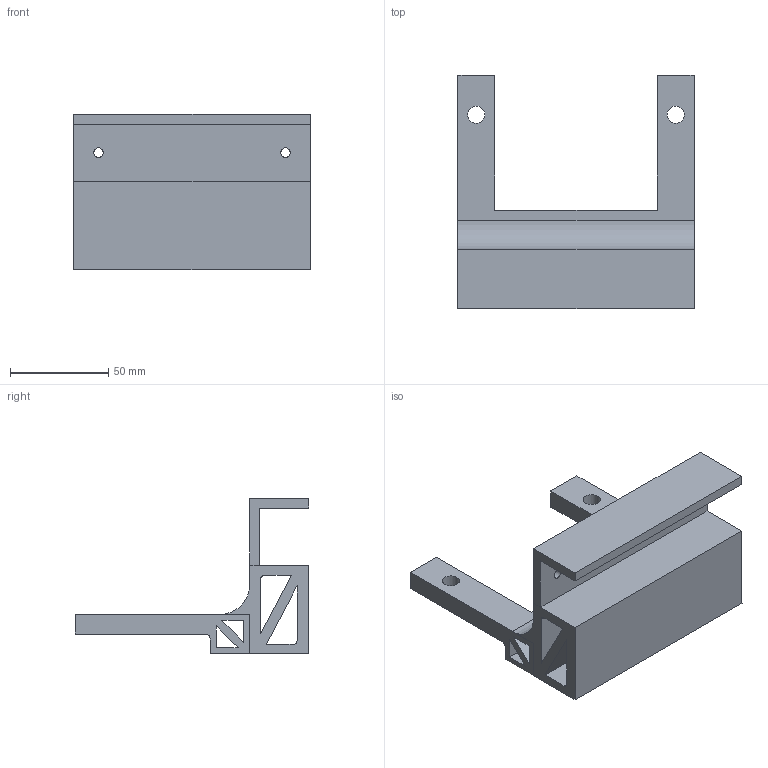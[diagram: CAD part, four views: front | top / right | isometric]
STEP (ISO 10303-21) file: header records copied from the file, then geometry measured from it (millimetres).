
FILE_DESCRIPTION(/* description */ (''),/* implementation_level */ '2;1');
FILE_NAME(/* name */ 'CAMERA_MOUNT.step',/* time_stamp */ '2025-12-06T20:17:58+05:30',/* author */ (''),/* organization */ (''),/* preprocessor_version */ 'ST-DEVELOPER v20.1',/* originating_system */ 'Autodesk Translation Framework v14.21.0.0',/* authorisation */ '');
FILE_SCHEMA (('AUTOMOTIVE_DESIGN { 1 0 10303 214 3 1 1 }'));
Length unit declared in the file: millimetre
Products named in the file (1): front_mount_indep
Bounding box: 120 x 118.58 x 79 mm (x, y, z)
Volume: 204964.3 mm3; surface area: 75349.6 mm2
Topology: 1 solids, 1 shells, 49 faces, 148 edges, 99 vertices
Faces by surface type: plane 40, cylinder 9
Full cylindrical faces by diameter (mm): 4.816 x2, 8.75 x2
Entity records: 1713 total; most frequent: CARTESIAN_POINT 297, ORIENTED_EDGE 296, DIRECTION 266, EDGE_CURVE 148, LINE 130, VECTOR 130, VERTEX_POINT 99, AXIS2_PLACEMENT_3D 68
